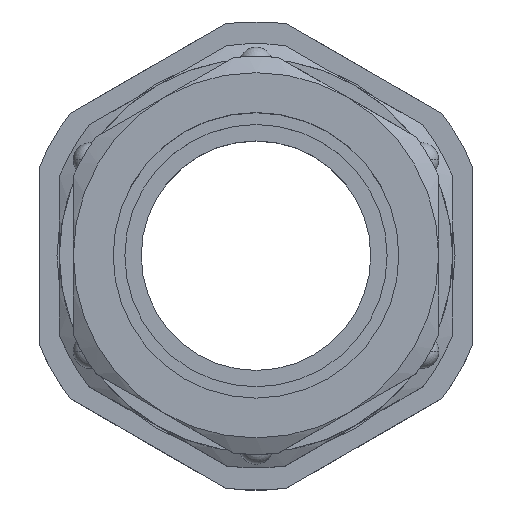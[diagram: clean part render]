
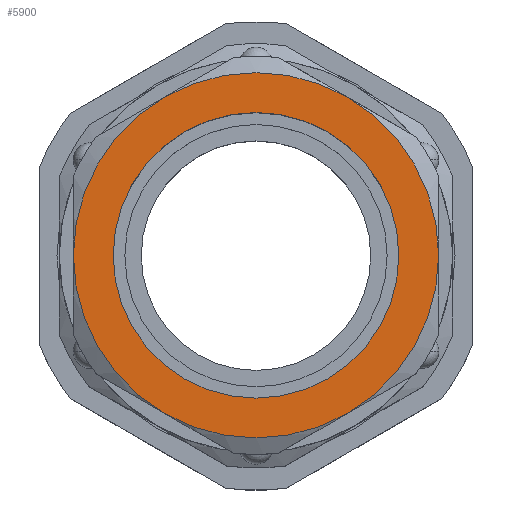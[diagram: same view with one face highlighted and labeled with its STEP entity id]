
A CAD part, top view. The second image highlights one B-rep face of the part: STEP entity #5900.
In plain terms, the highlighted planar face has unit normal (0, 0, 1).
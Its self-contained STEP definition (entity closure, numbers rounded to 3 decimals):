
#91 = VERTEX_POINT ( 'NONE', #6487 ) ;
#110 = EDGE_CURVE ( 'NONE', #8007, #654, #7323, .T. ) ;
#261 = DIRECTION ( 'NONE',  ( 0., 0., -1. ) ) ;
#654 = VERTEX_POINT ( 'NONE', #1906 ) ;
#695 = DIRECTION ( 'NONE',  ( 0., 0., -1. ) ) ;
#861 = CIRCLE ( 'NONE', #7893, 19.5 ) ;
#868 = DIRECTION ( 'NONE',  ( 0., 0., -1. ) ) ;
#917 = EDGE_CURVE ( 'NONE', #4432, #1436, #3033, .T. ) ;
#935 = ORIENTED_EDGE ( 'NONE', *, *, #110, .F. ) ;
#1151 = CARTESIAN_POINT ( 'NONE',  ( 0., 0., 38.2 ) ) ;
#1158 = CIRCLE ( 'NONE', #3528, 19.5 ) ;
#1163 = ORIENTED_EDGE ( 'NONE', *, *, #7630, .F. ) ;
#1267 = EDGE_LOOP ( 'NONE', ( #1859, #1371, #1306, #1291, #1163, #935 ) ) ;
#1291 = ORIENTED_EDGE ( 'NONE', *, *, #8004, .F. ) ;
#1306 = ORIENTED_EDGE ( 'NONE', *, *, #4398, .F. ) ;
#1371 = ORIENTED_EDGE ( 'NONE', *, *, #1425, .F. ) ;
#1425 = EDGE_CURVE ( 'NONE', #5268, #91, #2739, .T. ) ;
#1427 = VERTEX_POINT ( 'NONE', #3002 ) ;
#1436 = VERTEX_POINT ( 'NONE', #2549 ) ;
#1730 = AXIS2_PLACEMENT_3D ( 'NONE', #7507, #3776, #8138 ) ;
#1795 = DIRECTION ( 'NONE',  ( 1., 0., 0. ) ) ;
#1859 = ORIENTED_EDGE ( 'NONE', *, *, #2883, .F. ) ;
#1898 = ORIENTED_EDGE ( 'NONE', *, *, #3511, .F. ) ;
#1906 = CARTESIAN_POINT ( 'NONE',  ( 9.75, 16.887, 38.2 ) ) ;
#1923 = ORIENTED_EDGE ( 'NONE', *, *, #917, .F. ) ;
#1989 = AXIS2_PLACEMENT_3D ( 'NONE', #2738, #2728, #2706 ) ;
#2115 = VERTEX_POINT ( 'NONE', #5509 ) ;
#2532 = PLANE ( 'NONE',  #1730 ) ;
#2549 = CARTESIAN_POINT ( 'NONE',  ( -15.25, 0., 38.2 ) ) ;
#2706 = DIRECTION ( 'NONE',  ( -1., 0., 0. ) ) ;
#2728 = DIRECTION ( 'NONE',  ( 0., 0., -1. ) ) ;
#2738 = CARTESIAN_POINT ( 'NONE',  ( 0., 0., 38.2 ) ) ;
#2739 = CIRCLE ( 'NONE', #1989, 19.5 ) ;
#2855 = AXIS2_PLACEMENT_3D ( 'NONE', #3270, #3251, #3243 ) ;
#2867 = AXIS2_PLACEMENT_3D ( 'NONE', #4451, #695, #5078 ) ;
#2883 = EDGE_CURVE ( 'NONE', #91, #8007, #1158, .T. ) ;
#2962 = CARTESIAN_POINT ( 'NONE',  ( -9.75, -16.887, 38.2 ) ) ;
#3002 = CARTESIAN_POINT ( 'NONE',  ( 19.5, 0., 38.2 ) ) ;
#3033 = CIRCLE ( 'NONE', #2855, 15.25 ) ;
#3243 = DIRECTION ( 'NONE',  ( 1., 0., 0. ) ) ;
#3251 = DIRECTION ( 'NONE',  ( 0., 0., 1. ) ) ;
#3270 = CARTESIAN_POINT ( 'NONE',  ( 0., 0., 38.2 ) ) ;
#3302 = CARTESIAN_POINT ( 'NONE',  ( 0., 0., 38.2 ) ) ;
#3501 = FACE_BOUND ( 'NONE', #6932, .T. ) ;
#3511 = EDGE_CURVE ( 'NONE', #1436, #4432, #5889, .T. ) ;
#3528 = AXIS2_PLACEMENT_3D ( 'NONE', #4055, #261, #4676 ) ;
#3776 = DIRECTION ( 'NONE',  ( 0., 0., -1. ) ) ;
#3935 = DIRECTION ( 'NONE',  ( -1., 0., 0. ) ) ;
#3993 = CARTESIAN_POINT ( 'NONE',  ( -9.75, 16.887, 38.2 ) ) ;
#4011 = CIRCLE ( 'NONE', #2867, 19.5 ) ;
#4055 = CARTESIAN_POINT ( 'NONE',  ( 0., 0., 38.2 ) ) ;
#4398 = EDGE_CURVE ( 'NONE', #2115, #5268, #5573, .T. ) ;
#4432 = VERTEX_POINT ( 'NONE', #7052 ) ;
#4451 = CARTESIAN_POINT ( 'NONE',  ( 0., 0., 38.2 ) ) ;
#4618 = CARTESIAN_POINT ( 'NONE',  ( 0., 0., 38.2 ) ) ;
#4676 = DIRECTION ( 'NONE',  ( -1., 0., 0. ) ) ;
#5078 = DIRECTION ( 'NONE',  ( -1., 0., 0. ) ) ;
#5130 = AXIS2_PLACEMENT_3D ( 'NONE', #5865, #5851, #5824 ) ;
#5238 = DIRECTION ( 'NONE',  ( -1., 0., 0. ) ) ;
#5268 = VERTEX_POINT ( 'NONE', #2962 ) ;
#5509 = CARTESIAN_POINT ( 'NONE',  ( 9.75, -16.887, 38.2 ) ) ;
#5520 = DIRECTION ( 'NONE',  ( 0., 0., 1. ) ) ;
#5573 = CIRCLE ( 'NONE', #7294, 19.5 ) ;
#5824 = DIRECTION ( 'NONE',  ( -1., 0., 0. ) ) ;
#5851 = DIRECTION ( 'NONE',  ( 0., 0., -1. ) ) ;
#5865 = CARTESIAN_POINT ( 'NONE',  ( 0., 0., 38.2 ) ) ;
#5889 = CIRCLE ( 'NONE', #6737, 15.25 ) ;
#5900 = ADVANCED_FACE ( 'NONE', ( #3501, #5984 ), #2532, .F. ) ;
#5984 = FACE_OUTER_BOUND ( 'NONE', #1267, .T. ) ;
#6487 = CARTESIAN_POINT ( 'NONE',  ( -19.5, 0., 38.2 ) ) ;
#6737 = AXIS2_PLACEMENT_3D ( 'NONE', #1151, #5520, #1795 ) ;
#6932 = EDGE_LOOP ( 'NONE', ( #1923, #1898 ) ) ;
#7052 = CARTESIAN_POINT ( 'NONE',  ( 15.25, 0., 38.2 ) ) ;
#7294 = AXIS2_PLACEMENT_3D ( 'NONE', #3302, #7667, #3935 ) ;
#7323 = CIRCLE ( 'NONE', #5130, 19.5 ) ;
#7507 = CARTESIAN_POINT ( 'NONE',  ( 0., 15.25, 38.2 ) ) ;
#7630 = EDGE_CURVE ( 'NONE', #654, #1427, #4011, .T. ) ;
#7667 = DIRECTION ( 'NONE',  ( 0., 0., -1. ) ) ;
#7893 = AXIS2_PLACEMENT_3D ( 'NONE', #4618, #868, #5238 ) ;
#8004 = EDGE_CURVE ( 'NONE', #1427, #2115, #861, .T. ) ;
#8007 = VERTEX_POINT ( 'NONE', #3993 ) ;
#8138 = DIRECTION ( 'NONE',  ( -1., 0., 0. ) ) ;
